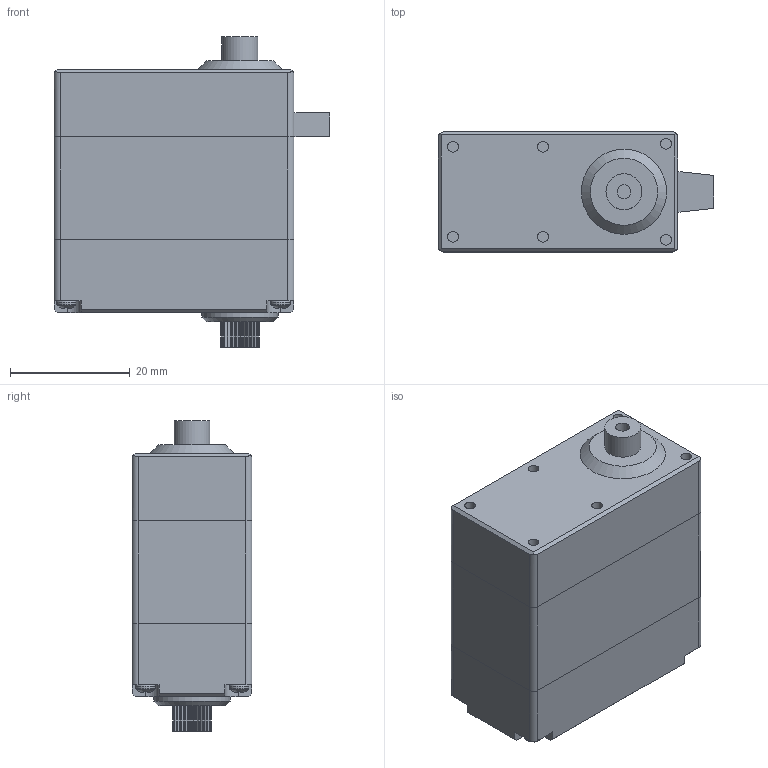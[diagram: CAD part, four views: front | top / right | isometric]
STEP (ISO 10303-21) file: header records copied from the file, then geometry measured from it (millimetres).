
FILE_DESCRIPTION(/* description */ (''),/* implementation_level */ '2;1');
FILE_NAME(/* name */ 'RDS3235servo v1.step',/* time_stamp */ '2023-04-02T11:56:53+03:00',/* author */ (''),/* organization */ (''),/* preprocessor_version */ 'ST-DEVELOPER v19.2',/* originating_system */ 'Autodesk Translation Framework v11.17.0.187',/* authorisation */ '');
FILE_SCHEMA (('AUTOMOTIVE_DESIGN { 1 0 10303 214 3 1 1 }'));
Length unit declared in the file: millimetre
Products named in the file (6): RDS3235servo; Component10; Component11; Component12; Screw 3 v1; RDS3235_Gear 25R 0.00 v2
Assembly tree (8 placements, depth 2):
  RDS3235servo
    Component10
    Component11
    Component12
    Screw 3 v1  x4
    RDS3235_Gear 25R 0.00 v2
Bounding box: 46 x 20 x 51.8 mm (x, y, z)
Volume: 22533.4 mm3; surface area: 12677.9 mm2
Topology: 8 solids, 8 shells, 755 faces, 2077 edges, 1381 vertices
Faces by surface type: bspline 279, plane 277, cylinder 161, cone 26, torus 8, sphere 4
Full cylindrical faces by diameter (mm): 1.145 x28, 1.6 x28, 1.8 x15, 2.3 x1, 2.5 x1, 3.2 x4, 6 x1, 12.7 x1
Entity records: 23921 total; most frequent: CARTESIAN_POINT 9990, ORIENTED_EDGE 3338, DIRECTION 1997, EDGE_CURVE 1669, VERTEX_POINT 1111, LINE 869, VECTOR 869, EDGE_LOOP 644
